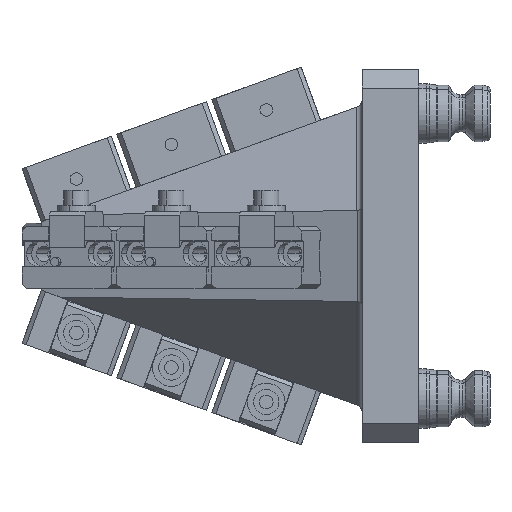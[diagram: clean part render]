
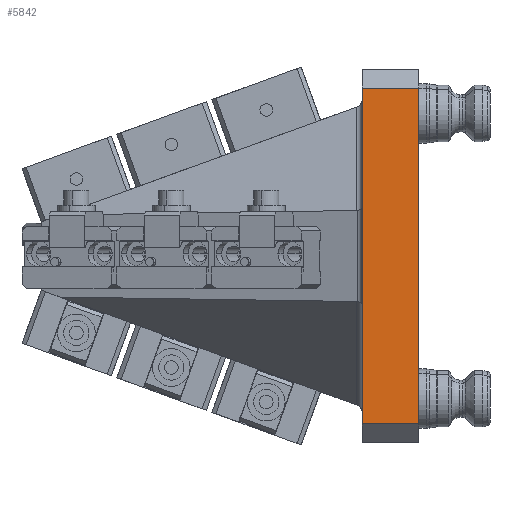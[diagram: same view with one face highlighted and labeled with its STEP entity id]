
A CAD part, left-side view. The second image highlights one B-rep face of the part: STEP entity #5842.
In plain terms, the highlighted planar face has unit normal (-1, 0, 0).
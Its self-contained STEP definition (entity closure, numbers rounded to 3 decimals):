
#668 = EDGE_CURVE ( 'NONE', #9414, #13240, #11809, .T. ) ;
#1237 = ORIENTED_EDGE ( 'NONE', *, *, #668, .T. ) ;
#1996 = CARTESIAN_POINT ( 'NONE',  ( -62.865, 0., 56.515 ) ) ;
#2012 = VECTOR ( 'NONE', #12353, 1000. ) ;
#2453 = EDGE_CURVE ( 'NONE', #13240, #7599, #7009, .T. ) ;
#3691 = CARTESIAN_POINT ( 'NONE',  ( -62.865, 127., 56.515 ) ) ;
#3771 = CARTESIAN_POINT ( 'NONE',  ( -62.865, 19.05, -56.515 ) ) ;
#4238 = EDGE_CURVE ( 'NONE', #7599, #14464, #5734, .T. ) ;
#4936 = DIRECTION ( 'NONE',  ( 1., 0., 0. ) ) ;
#5303 = EDGE_CURVE ( 'NONE', #14464, #9414, #7428, .T. ) ;
#5734 = LINE ( 'NONE', #3691, #13977 ) ;
#5842 = ADVANCED_FACE ( 'NONE', ( #15686 ), #12159, .F. ) ;
#6096 = CARTESIAN_POINT ( 'NONE',  ( -62.865, 127., 62.865 ) ) ;
#6375 = ORIENTED_EDGE ( 'NONE', *, *, #4238, .T. ) ;
#6406 = VECTOR ( 'NONE', #12880, 1000. ) ;
#6712 = ORIENTED_EDGE ( 'NONE', *, *, #5303, .T. ) ;
#7009 = LINE ( 'NONE', #12785, #6406 ) ;
#7045 = CARTESIAN_POINT ( 'NONE',  ( -62.865, 19.05, 50.8 ) ) ;
#7364 = CARTESIAN_POINT ( 'NONE',  ( -62.865, 0., -56.515 ) ) ;
#7387 = CARTESIAN_POINT ( 'NONE',  ( -62.865, 127., -56.515 ) ) ;
#7428 = LINE ( 'NONE', #7045, #13382 ) ;
#7599 = VERTEX_POINT ( 'NONE', #1996 ) ;
#9414 = VERTEX_POINT ( 'NONE', #3771 ) ;
#9999 = ORIENTED_EDGE ( 'NONE', *, *, #2453, .T. ) ;
#11809 = LINE ( 'NONE', #7387, #2012 ) ;
#12159 = PLANE ( 'NONE',  #13669 ) ;
#12245 = EDGE_LOOP ( 'NONE', ( #6712, #1237, #9999, #6375 ) ) ;
#12353 = DIRECTION ( 'NONE',  ( 0., -1., 0. ) ) ;
#12549 = CARTESIAN_POINT ( 'NONE',  ( -62.865, 19.05, 56.515 ) ) ;
#12785 = CARTESIAN_POINT ( 'NONE',  ( -62.865, 0., 62.865 ) ) ;
#12880 = DIRECTION ( 'NONE',  ( 0., 0., 1. ) ) ;
#13240 = VERTEX_POINT ( 'NONE', #7364 ) ;
#13382 = VECTOR ( 'NONE', #15555, 1000. ) ;
#13462 = DIRECTION ( 'NONE',  ( 0., 1., 0. ) ) ;
#13669 = AXIS2_PLACEMENT_3D ( 'NONE', #6096, #4936, #14681 ) ;
#13977 = VECTOR ( 'NONE', #13462, 1000. ) ;
#14464 = VERTEX_POINT ( 'NONE', #12549 ) ;
#14681 = DIRECTION ( 'NONE',  ( 0., 0., -1. ) ) ;
#15555 = DIRECTION ( 'NONE',  ( 0., 0., -1. ) ) ;
#15686 = FACE_OUTER_BOUND ( 'NONE', #12245, .T. ) ;
